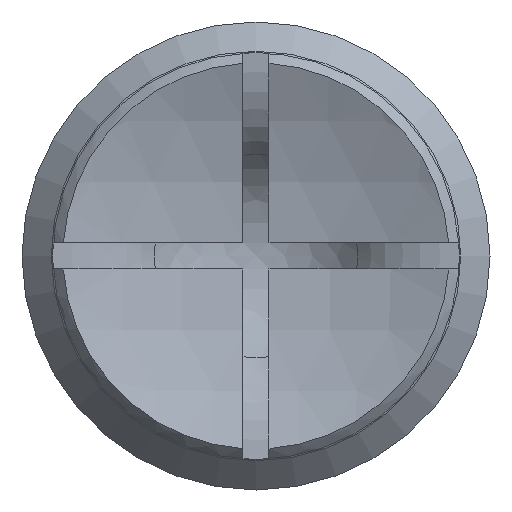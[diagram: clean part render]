
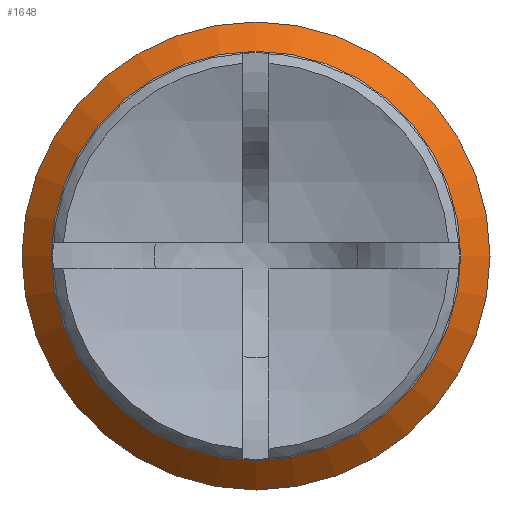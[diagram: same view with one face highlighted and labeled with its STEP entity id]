
A CAD part, front view. The second image highlights one B-rep face of the part: STEP entity #1648.
In plain terms, the highlighted conical face has half-angle 45 degrees and reference radius 59.5 mm.
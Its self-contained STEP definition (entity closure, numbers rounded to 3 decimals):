
#257 = CIRCLE ( 'NONE', #1702, 62.984 ) ;
#271 = CARTESIAN_POINT ( 'NONE',  ( 0., 52.984, 0. ) ) ;
#301 = VERTEX_POINT ( 'NONE', #1106 ) ;
#348 = CARTESIAN_POINT ( 'NONE',  ( 0., 49.5, 0. ) ) ;
#355 = EDGE_CURVE ( 'NONE', #301, #301, #1526, .T. ) ;
#398 = AXIS2_PLACEMENT_3D ( 'NONE', #808, #1410, #1423 ) ;
#509 = CONICAL_SURFACE ( 'NONE', #1159, 59.5, 0.785 ) ;
#566 = DIRECTION ( 'NONE',  ( 0., -1., 0. ) ) ;
#700 = DIRECTION ( 'NONE',  ( 0., 0., 1. ) ) ;
#808 = CARTESIAN_POINT ( 'NONE',  ( 0., 62., 0. ) ) ;
#1106 = CARTESIAN_POINT ( 'NONE',  ( 0., 62., -72. ) ) ;
#1124 = DIRECTION ( 'NONE',  ( 0., 1., 0. ) ) ;
#1159 = AXIS2_PLACEMENT_3D ( 'NONE', #348, #1124, #700 ) ;
#1374 = ORIENTED_EDGE ( 'NONE', *, *, #355, .T. ) ;
#1410 = DIRECTION ( 'NONE',  ( 0., -1., 0. ) ) ;
#1423 = DIRECTION ( 'NONE',  ( 0., 0., -1. ) ) ;
#1461 = EDGE_LOOP ( 'NONE', ( #1374 ) ) ;
#1467 = FACE_OUTER_BOUND ( 'NONE', #1461, .T. ) ;
#1484 = ORIENTED_EDGE ( 'NONE', *, *, #1728, .F. ) ;
#1485 = DIRECTION ( 'NONE',  ( 0., 0., 1. ) ) ;
#1526 = CIRCLE ( 'NONE', #398, 72. ) ;
#1570 = VERTEX_POINT ( 'NONE', #1886 ) ;
#1641 = EDGE_LOOP ( 'NONE', ( #1484 ) ) ;
#1648 = ADVANCED_FACE ( 'NONE', ( #1736, #1467 ), #509, .T. ) ;
#1702 = AXIS2_PLACEMENT_3D ( 'NONE', #271, #566, #1485 ) ;
#1728 = EDGE_CURVE ( 'NONE', #1570, #1570, #257, .T. ) ;
#1736 = FACE_BOUND ( 'NONE', #1641, .T. ) ;
#1886 = CARTESIAN_POINT ( 'NONE',  ( 0., 52.984, 62.984 ) ) ;
